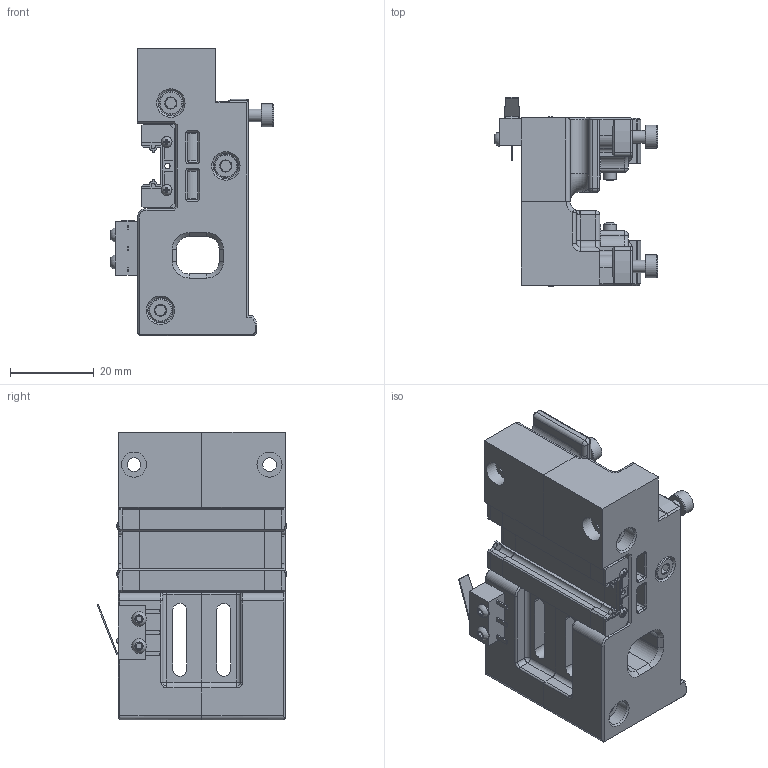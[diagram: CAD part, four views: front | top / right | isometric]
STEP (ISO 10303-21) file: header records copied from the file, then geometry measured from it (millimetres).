
FILE_DESCRIPTION(/* description */ (''),/* implementation_level */ '2;1');
FILE_NAME(/* name */ 'Single MGN9H Carriage-CW1.step',/* time_stamp */ '2022-09-13T11:25:00-04:00',/* author */ (''),/* organization */ (''),/* preprocessor_version */ 'ST-DEVELOPER v19',/* originating_system */ 'Autodesk Translation Framework v11.7.0.108',/* authorisation */ '');
FILE_SCHEMA (('AUTOMOTIVE_DESIGN { 1 0 10303 214 3 1 1 }'));
Length unit declared in the file: millimetre
Products named in the file (25): Single MGN9H Carriage-CW1; Single MGN9H; X Carriage Frame Single MGN9-CW1; Belt Clamp (1); D2F_L; D2F_L_ACTUATOR; D2F_L_BASE; M2x10 Self-tapping Screw; Belt Clamp (1) (1); MGN9H (1) (1); MGN9H - Carriage (9); MGN9H - Carriage (1) (1); MGN9H - Carriage (2) (1); MGN9H - Carriage (3) (1); MGN9H - Carriage (4) (1); MGN9H - Carriage (5) (1); MGN9H - Carriage (6) (1); MGN9H - Carriage (7) (1); MGN9H - Carriage (8) (1); M3x30 SHCS (1) (1); M3x12 SHCS (1) (1); M3x16 SHCS (2) (2); M3 Threaded Insert (1) (1); M3 Hext Nut (1); M3x8 SHCS (1) (1)
Assembly tree (35 placements, depth 5):
  Single MGN9H Carriage-CW1
    Single MGN9H
      X Carriage Frame Single MGN9-CW1
        M3 Threaded Insert (1) (1)  x2
        M3x8 SHCS (1) (1)  x4
        Belt Clamp (1)
          M3 Threaded Insert (1) (1)
        M3x12 SHCS (1) (1)  x2
        D2F_L
          D2F_L_ACTUATOR
          D2F_L_BASE
          M2x10 Self-tapping Screw  x2
        Belt Clamp (1) (1)
          M3 Threaded Insert (1) (1)
        M3x30 SHCS (1) (1)  x2
        MGN9H (1) (1)
          MGN9H - Carriage (9)
          MGN9H - Carriage (1) (1)
          MGN9H - Carriage (2) (1)
          MGN9H - Carriage (3) (1)
          MGN9H - Carriage (4) (1)
          MGN9H - Carriage (5) (1)
          MGN9H - Carriage (6) (1)
          MGN9H - Carriage (7) (1)
          MGN9H - Carriage (8) (1)
        M3x16 SHCS (2) (2)  x2
        M3 Hext Nut (1)  x2
Bounding box: 39 x 45.33 x 68.75 mm (x, y, z)
Volume: 43013.1 mm3; surface area: 26885.3 mm2
Topology: 33 solids, 33 shells, 1712 faces, 4314 edges, 2714 vertices
Faces by surface type: plane 726, cylinder 373, bspline 330, cone 209, torus 53, sphere 21
Full cylindrical faces by diameter (mm): 1.288 x5, 1.6 x2, 2 x3, 2.2 x1, 2.603 x4, 2.9 x6, 3 x16, 3.3 x2, 3.4 x8, 3.5 x6, 4.2 x4, 4.25 x4, 4.6 x4, 4.7 x2, 5 x2, 5.5 x10, 6 x8
Entity records: 38829 total; most frequent: CARTESIAN_POINT 9278, ORIENTED_EDGE 6002, DIRECTION 5997, EDGE_CURVE 3001, AXIS2_PLACEMENT_3D 2095, VERTEX_POINT 1882, LINE 1807, VECTOR 1807
